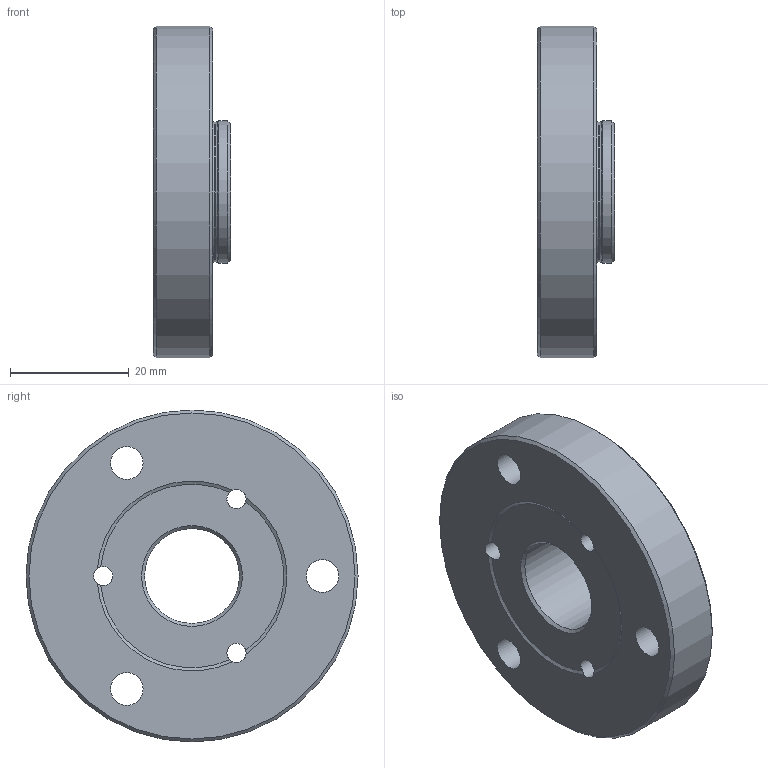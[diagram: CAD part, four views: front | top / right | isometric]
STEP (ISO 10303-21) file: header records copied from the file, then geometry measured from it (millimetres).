
FILE_DESCRIPTION(/* description */ ('Adapter Nullpunktspannsystem'),/* implementation_level */ '2;1');
FILE_NAME(/* name */ 'DBF100_98-15 Adapter Nullpunktspannsystem.ipt.step',/* time_stamp */ '2022-01-28T15:14:15+01:00',/* author */ ('D. Pustolla'),/* organization */ (''),/* preprocessor_version */ 'ST-DEVELOPER v15.2',/* originating_system */ 'Autodesk Inventor 2014',/* authorisation */ '');
FILE_SCHEMA (('AUTOMOTIVE_DESIGN { 1 0 10303 214 3 1 1 }'));
Length unit declared in the file: millimetre
Products named in the file (1): DBF100_98-15 Adapter Nullpunktspannsystem
Bounding box: 13 x 56 x 56 mm (x, y, z)
Volume: 21225.5 mm3; surface area: 7881.1 mm2
Topology: 1 solids, 1 shells, 34 faces, 77 edges, 48 vertices
Faces by surface type: cylinder 13, cone 10, plane 8, torus 3
Full cylindrical faces by diameter (mm): 3.242 x3, 5.5 x3, 10 x3, 16 x1, 23.6 x1, 24 x1, 56 x1
Entity records: 894 total; most frequent: CARTESIAN_POINT 161, DIRECTION 160, ORIENTED_EDGE 102, AXIS2_PLACEMENT_3D 80, EDGE_LOOP 74, EDGE_CURVE 51, CIRCLE 45, VERTEX_POINT 45
